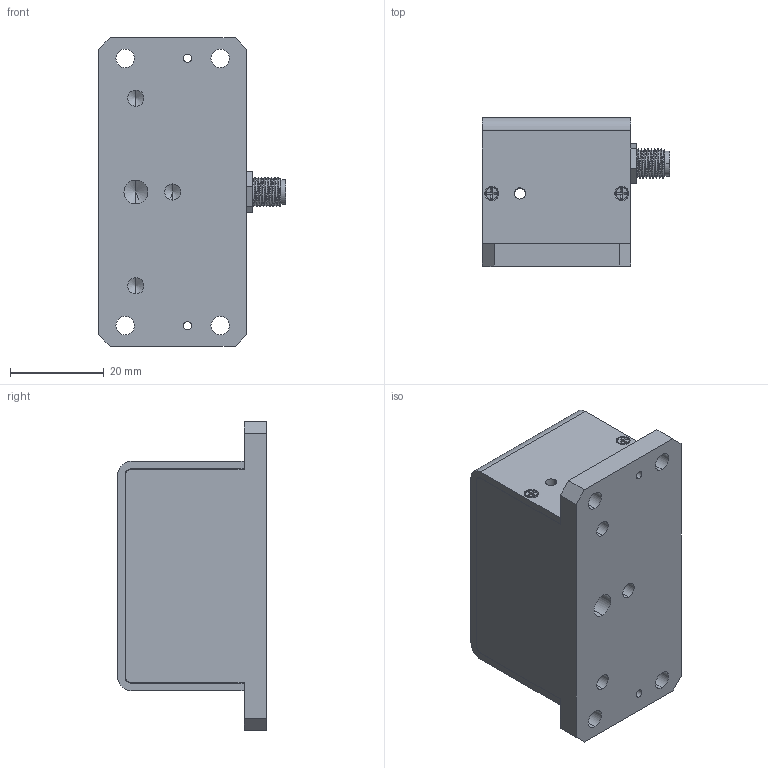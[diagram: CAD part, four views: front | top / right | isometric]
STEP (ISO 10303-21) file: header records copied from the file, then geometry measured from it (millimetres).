
FILE_DESCRIPTION (( 'STEP AP214' ), '1' );
FILE_NAME ('15952-E01.STEP', '2012-01-23T21:17:40', ( 'User' ), ( 'Microsoft' ), 'SwSTEP 2.0', 'SolidWorks 2011', '' );
FILE_SCHEMA (( 'AUTOMOTIVE_DESIGN' ));
Length unit declared in the file: millimetre
Products named in the file (1): 15952-E01
Bounding box: 40.01 x 31.79 x 66.04 mm (x, y, z)
Volume: 28528.5 mm3; surface area: 18672.6 mm2
Topology: 13 solids, 13 shells, 997 faces, 2544 edges, 1636 vertices
Faces by surface type: plane 529, bspline 233, cylinder 171, cone 64
Entity records: 53654 total; most frequent: CARTESIAN_POINT 20011, ORIENTED_EDGE 5040, DIRECTION 3833, EDGE_CURVE 2520, VECTOR 1681, LINE 1681, VERTEX_POINT 1636, EDGE_LOOP 1122
